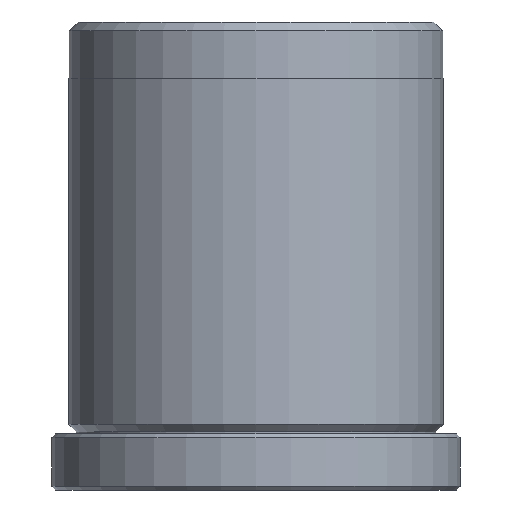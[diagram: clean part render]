
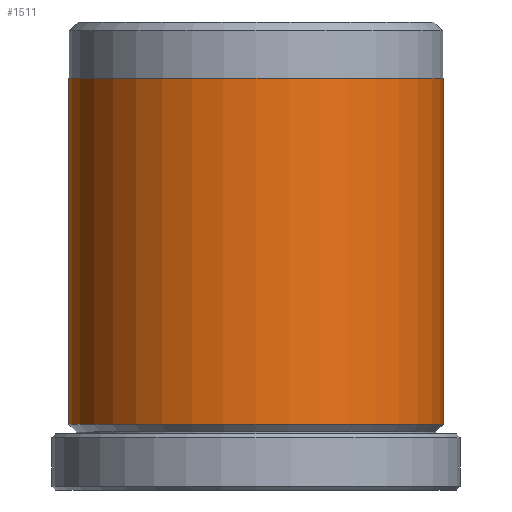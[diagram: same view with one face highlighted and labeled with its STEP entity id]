
A CAD part, front view. The second image highlights one B-rep face of the part: STEP entity #1511.
In plain terms, the highlighted cylindrical face has radius 10 mm (diameter 20 mm), a partial arc.
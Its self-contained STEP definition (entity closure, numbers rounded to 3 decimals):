
#49 = CIRCLE ( 'NONE', #1835, 10. ) ;
#54 = ORIENTED_EDGE ( 'NONE', *, *, #667, .F. ) ;
#230 = DIRECTION ( 'NONE',  ( -1., 0., 0. ) ) ;
#444 = CARTESIAN_POINT ( 'NONE',  ( 10., 0., 22. ) ) ;
#459 = DIRECTION ( 'NONE',  ( 0., 0., -1. ) ) ;
#474 = DIRECTION ( 'NONE',  ( 1., 0., 0. ) ) ;
#478 = DIRECTION ( 'NONE',  ( 0., 0., 1. ) ) ;
#502 = CARTESIAN_POINT ( 'NONE',  ( 0., 0., 22. ) ) ;
#575 = VERTEX_POINT ( 'NONE', #855 ) ;
#642 = VERTEX_POINT ( 'NONE', #649 ) ;
#648 = LINE ( 'NONE', #1416, #1088 ) ;
#649 = CARTESIAN_POINT ( 'NONE',  ( -10., 0., 22. ) ) ;
#667 = EDGE_CURVE ( 'NONE', #642, #1547, #49, .T. ) ;
#768 = AXIS2_PLACEMENT_3D ( 'NONE', #2164, #1054, #2346 ) ;
#784 = VERTEX_POINT ( 'NONE', #1407 ) ;
#855 = CARTESIAN_POINT ( 'NONE',  ( -10., 0., 3.5 ) ) ;
#876 = LINE ( 'NONE', #885, #2293 ) ;
#885 = CARTESIAN_POINT ( 'NONE',  ( -10., 0., 25. ) ) ;
#968 = AXIS2_PLACEMENT_3D ( 'NONE', #1578, #1765, #230 ) ;
#1032 = CIRCLE ( 'NONE', #768, 10. ) ;
#1054 = DIRECTION ( 'NONE',  ( 0., 0., -1. ) ) ;
#1088 = VECTOR ( 'NONE', #459, 1000. ) ;
#1220 = EDGE_CURVE ( 'NONE', #1547, #784, #648, .T. ) ;
#1290 = EDGE_CURVE ( 'NONE', #784, #575, #1032, .T. ) ;
#1407 = CARTESIAN_POINT ( 'NONE',  ( 10., 0., 3.5 ) ) ;
#1416 = CARTESIAN_POINT ( 'NONE',  ( 10., 0., 25. ) ) ;
#1466 = DIRECTION ( 'NONE',  ( 0., 0., -1. ) ) ;
#1501 = CYLINDRICAL_SURFACE ( 'NONE', #968, 10. ) ;
#1511 = ADVANCED_FACE ( 'NONE', ( #1943 ), #1501, .T. ) ;
#1547 = VERTEX_POINT ( 'NONE', #444 ) ;
#1578 = CARTESIAN_POINT ( 'NONE',  ( 0., 0., 25. ) ) ;
#1594 = ORIENTED_EDGE ( 'NONE', *, *, #1220, .F. ) ;
#1765 = DIRECTION ( 'NONE',  ( 0., 0., -1. ) ) ;
#1835 = AXIS2_PLACEMENT_3D ( 'NONE', #502, #478, #474 ) ;
#1943 = FACE_OUTER_BOUND ( 'NONE', #2203, .T. ) ;
#2083 = EDGE_CURVE ( 'NONE', #642, #575, #876, .T. ) ;
#2164 = CARTESIAN_POINT ( 'NONE',  ( 0., 0., 3.5 ) ) ;
#2176 = ORIENTED_EDGE ( 'NONE', *, *, #2083, .T. ) ;
#2203 = EDGE_LOOP ( 'NONE', ( #1594, #54, #2176, #2400 ) ) ;
#2293 = VECTOR ( 'NONE', #1466, 1000. ) ;
#2346 = DIRECTION ( 'NONE',  ( -1., 0., 0. ) ) ;
#2400 = ORIENTED_EDGE ( 'NONE', *, *, #1290, .F. ) ;
